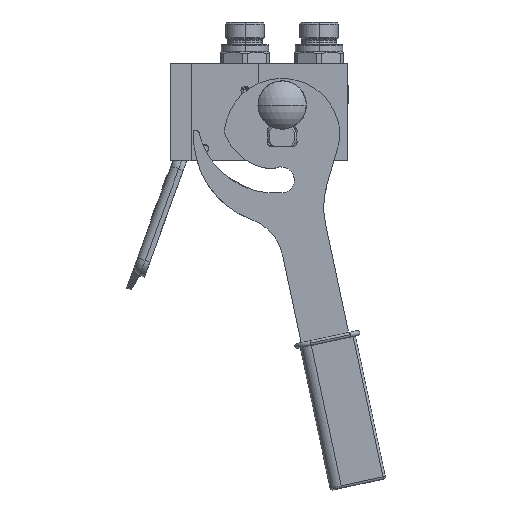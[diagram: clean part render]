
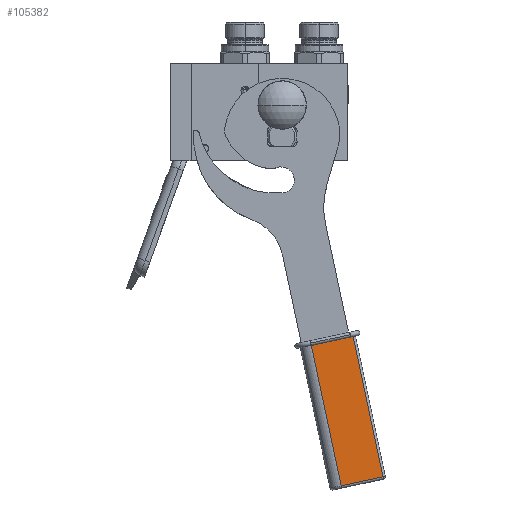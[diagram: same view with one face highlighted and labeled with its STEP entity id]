
A CAD part, front view. The second image highlights one B-rep face of the part: STEP entity #105382.
In plain terms, the highlighted face is planar.
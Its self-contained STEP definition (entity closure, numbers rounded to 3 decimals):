
#309 = CARTESIAN_POINT ( 'NONE',  ( 8., 0., 17.5 ) ) ;
#1027 = FACE_OUTER_BOUND ( 'NONE', #74045, .T. ) ;
#1078 = ORIENTED_EDGE ( 'NONE', *, *, #117409, .T. ) ;
#7959 = CARTESIAN_POINT ( 'NONE',  ( 8., 92., 16. ) ) ;
#10377 = LINE ( 'NONE', #14069, #106315 ) ;
#11361 = DIRECTION ( 'NONE',  ( 0., 0., -1. ) ) ;
#14069 = CARTESIAN_POINT ( 'NONE',  ( 8., 3., 16. ) ) ;
#14247 = CARTESIAN_POINT ( 'NONE',  ( 8., 92., 16. ) ) ;
#25857 = CARTESIAN_POINT ( 'NONE',  ( 8., 3., -10.5 ) ) ;
#28473 = CARTESIAN_POINT ( 'NONE',  ( 8., 3., -10.5 ) ) ;
#40170 = VERTEX_POINT ( 'NONE', #25857 ) ;
#41279 = DIRECTION ( 'NONE',  ( 0., 0., -1. ) ) ;
#41702 = EDGE_CURVE ( 'NONE', #98727, #114892, #62573, .T. ) ;
#42976 = CARTESIAN_POINT ( 'NONE',  ( 8., 3., 16. ) ) ;
#43241 = CARTESIAN_POINT ( 'NONE',  ( 8., 92., -10.5 ) ) ;
#59662 = LINE ( 'NONE', #28473, #77198 ) ;
#61298 = ORIENTED_EDGE ( 'NONE', *, *, #97763, .F. ) ;
#62573 = LINE ( 'NONE', #7959, #113495 ) ;
#65724 = EDGE_CURVE ( 'NONE', #40170, #69551, #59662, .T. ) ;
#66215 = DIRECTION ( 'NONE',  ( 0., 1., 0. ) ) ;
#69551 = VERTEX_POINT ( 'NONE', #43241 ) ;
#72986 = DIRECTION ( 'NONE',  ( 1., 0., 0. ) ) ;
#73383 = DIRECTION ( 'NONE',  ( 0., 0., -1. ) ) ;
#74045 = EDGE_LOOP ( 'NONE', ( #61298, #76820, #1078, #91612 ) ) ;
#75090 = CARTESIAN_POINT ( 'NONE',  ( 8., 92., 16. ) ) ;
#76820 = ORIENTED_EDGE ( 'NONE', *, *, #41702, .T. ) ;
#77198 = VECTOR ( 'NONE', #66215, 1000. ) ;
#91612 = ORIENTED_EDGE ( 'NONE', *, *, #65724, .T. ) ;
#97763 = EDGE_CURVE ( 'NONE', #98727, #69551, #118234, .T. ) ;
#98727 = VERTEX_POINT ( 'NONE', #14247 ) ;
#102269 = VECTOR ( 'NONE', #11361, 1000. ) ;
#105382 = ADVANCED_FACE ( 'NONE', ( #1027 ), #110419, .T. ) ;
#106315 = VECTOR ( 'NONE', #41279, 1000. ) ;
#109454 = AXIS2_PLACEMENT_3D ( 'NONE', #309, #72986, #73383 ) ;
#110419 = PLANE ( 'NONE',  #109454 ) ;
#113495 = VECTOR ( 'NONE', #118467, 1000. ) ;
#114892 = VERTEX_POINT ( 'NONE', #42976 ) ;
#117409 = EDGE_CURVE ( 'NONE', #114892, #40170, #10377, .T. ) ;
#118234 = LINE ( 'NONE', #75090, #102269 ) ;
#118467 = DIRECTION ( 'NONE',  ( 0., -1., 0. ) ) ;
